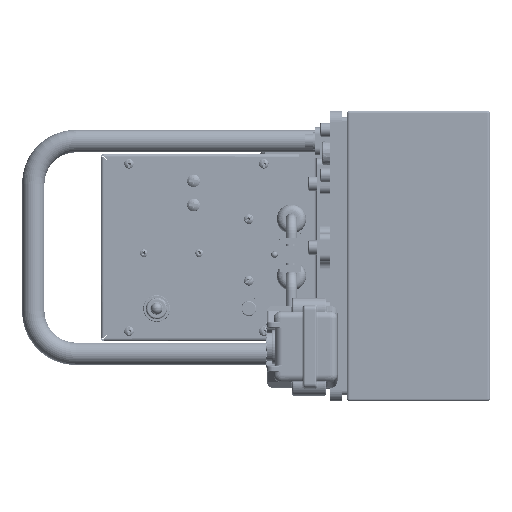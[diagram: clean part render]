
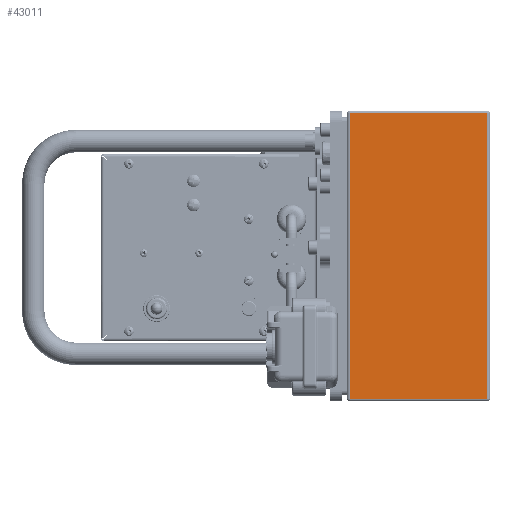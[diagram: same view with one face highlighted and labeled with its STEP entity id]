
A CAD part, left-side view. The second image highlights one B-rep face of the part: STEP entity #43011.
In plain terms, the highlighted planar face has unit normal (-1, 0, 0).
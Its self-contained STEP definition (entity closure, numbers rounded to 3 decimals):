
#32801 = EDGE_CURVE ( 'NONE', #113346, #139022, #110099, .T. ) ;
#36015 = DIRECTION ( 'NONE',  ( -1., 0., 0. ) ) ;
#42714 = ORIENTED_EDGE ( 'NONE', *, *, #162954, .T. ) ;
#43011 = ADVANCED_FACE ( 'NONE', ( #249330 ), #80443, .T. ) ;
#53503 = CARTESIAN_POINT ( 'NONE',  ( -145., -14., 96.5 ) ) ;
#57761 = CARTESIAN_POINT ( 'NONE',  ( -145., -14., -106.5 ) ) ;
#61614 = VECTOR ( 'NONE', #150852, 1000. ) ;
#80443 = PLANE ( 'NONE',  #192019 ) ;
#84701 = CARTESIAN_POINT ( 'NONE',  ( -145., -113., -106.5 ) ) ;
#85695 = CARTESIAN_POINT ( 'NONE',  ( -145., -14., 94.5 ) ) ;
#92231 = CARTESIAN_POINT ( 'NONE',  ( -145., -111., 94.5 ) ) ;
#96806 = DIRECTION ( 'NONE',  ( 0., -1., 0. ) ) ;
#97334 = VECTOR ( 'NONE', #210875, 1000. ) ;
#98434 = CARTESIAN_POINT ( 'NONE',  ( -145., -111., 96.5 ) ) ;
#110099 = LINE ( 'NONE', #53503, #97334 ) ;
#113346 = VERTEX_POINT ( 'NONE', #85695 ) ;
#115907 = VECTOR ( 'NONE', #125734, 1000. ) ;
#124635 = EDGE_LOOP ( 'NONE', ( #42714, #126610, #183173, #129547 ) ) ;
#125734 = DIRECTION ( 'NONE',  ( 0., 1., 0. ) ) ;
#126610 = ORIENTED_EDGE ( 'NONE', *, *, #241638, .T. ) ;
#129202 = VERTEX_POINT ( 'NONE', #148164 ) ;
#129547 = ORIENTED_EDGE ( 'NONE', *, *, #32801, .T. ) ;
#139022 = VERTEX_POINT ( 'NONE', #57761 ) ;
#148164 = CARTESIAN_POINT ( 'NONE',  ( -145., -111., -106.5 ) ) ;
#150852 = DIRECTION ( 'NONE',  ( 0., 0., 1. ) ) ;
#162954 = EDGE_CURVE ( 'NONE', #139022, #129202, #213792, .T. ) ;
#178170 = LINE ( 'NONE', #226532, #115907 ) ;
#183173 = ORIENTED_EDGE ( 'NONE', *, *, #193072, .T. ) ;
#192019 = AXIS2_PLACEMENT_3D ( 'NONE', #221545, #36015, #241225 ) ;
#193072 = EDGE_CURVE ( 'NONE', #243726, #113346, #178170, .T. ) ;
#204826 = VECTOR ( 'NONE', #96806, 1000. ) ;
#207303 = LINE ( 'NONE', #98434, #61614 ) ;
#210875 = DIRECTION ( 'NONE',  ( 0., 0., -1. ) ) ;
#213792 = LINE ( 'NONE', #84701, #204826 ) ;
#221545 = CARTESIAN_POINT ( 'NONE',  ( -145., -113., 96.5 ) ) ;
#226532 = CARTESIAN_POINT ( 'NONE',  ( -145., -113., 94.5 ) ) ;
#241225 = DIRECTION ( 'NONE',  ( 0., 0., 1. ) ) ;
#241638 = EDGE_CURVE ( 'NONE', #129202, #243726, #207303, .T. ) ;
#243726 = VERTEX_POINT ( 'NONE', #92231 ) ;
#249330 = FACE_OUTER_BOUND ( 'NONE', #124635, .T. ) ;
